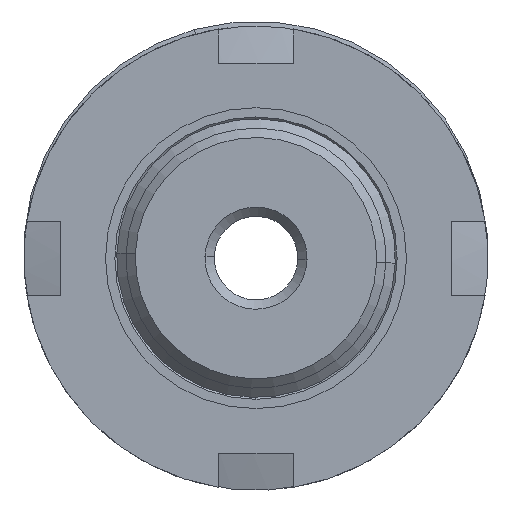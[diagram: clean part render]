
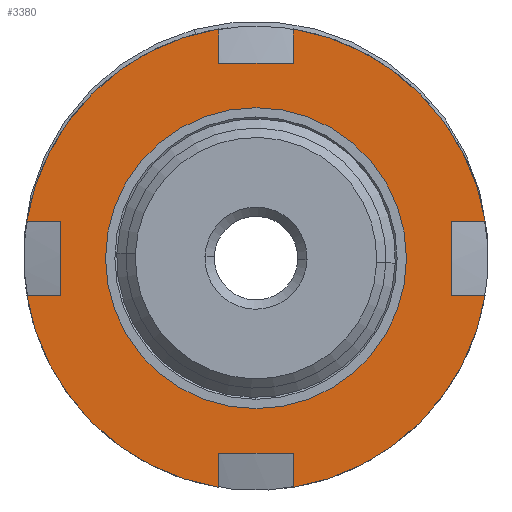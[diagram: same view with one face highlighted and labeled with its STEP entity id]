
A CAD part, front view. The second image highlights one B-rep face of the part: STEP entity #3380.
In plain terms, the highlighted planar face has unit normal (0, -1, 0).
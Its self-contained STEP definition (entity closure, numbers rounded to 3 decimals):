
#34 = EDGE_CURVE ( 'NONE', #2059, #3675, #187, .T. ) ;
#40 = CARTESIAN_POINT ( 'NONE',  ( 0., -23., -10.5 ) ) ;
#41 = DIRECTION ( 'NONE',  ( 0., 0., 1. ) ) ;
#82 = CARTESIAN_POINT ( 'NONE',  ( 8.1, -23., -2. ) ) ;
#139 = CARTESIAN_POINT ( 'NONE',  ( -10.5, -23., 2. ) ) ;
#187 = LINE ( 'NONE', #3139, #1342 ) ;
#199 = ORIENTED_EDGE ( 'NONE', *, *, #434, .F. ) ;
#288 = CARTESIAN_POINT ( 'NONE',  ( 8.1, -23., -2. ) ) ;
#293 = DIRECTION ( 'NONE',  ( 0., 0., 1. ) ) ;
#356 = EDGE_LOOP ( 'NONE', ( #1058, #4563 ) ) ;
#370 = EDGE_CURVE ( 'NONE', #1822, #732, #1685, .T. ) ;
#434 = EDGE_CURVE ( 'NONE', #3479, #4062, #1398, .T. ) ;
#437 = DIRECTION ( 'NONE',  ( 0., 1., 0. ) ) ;
#484 = VERTEX_POINT ( 'NONE', #1420 ) ;
#540 = CIRCLE ( 'NONE', #1935, 8.1 ) ;
#661 = CARTESIAN_POINT ( 'NONE',  ( -2., -23., 0. ) ) ;
#704 = LINE ( 'NONE', #288, #1355 ) ;
#720 = VERTEX_POINT ( 'NONE', #813 ) ;
#732 = VERTEX_POINT ( 'NONE', #139 ) ;
#739 = VERTEX_POINT ( 'NONE', #1313 ) ;
#801 = AXIS2_PLACEMENT_3D ( 'NONE', #3036, #437, #2265 ) ;
#813 = CARTESIAN_POINT ( 'NONE',  ( 10.5, -23., -2. ) ) ;
#815 = CARTESIAN_POINT ( 'NONE',  ( -2., -23., 10.5 ) ) ;
#816 = EDGE_CURVE ( 'NONE', #720, #3321, #1424, .T. ) ;
#840 = DIRECTION ( 'NONE',  ( 0., 0., 1. ) ) ;
#919 = CARTESIAN_POINT ( 'NONE',  ( -2., -23., -12.339 ) ) ;
#925 = VERTEX_POINT ( 'NONE', #1379 ) ;
#996 = CARTESIAN_POINT ( 'NONE',  ( 8.1, -23., 2. ) ) ;
#1058 = ORIENTED_EDGE ( 'NONE', *, *, #2224, .T. ) ;
#1120 = CIRCLE ( 'NONE', #801, 8.1 ) ;
#1208 = ORIENTED_EDGE ( 'NONE', *, *, #2014, .T. ) ;
#1223 = CIRCLE ( 'NONE', #2431, 12.5 ) ;
#1232 = CARTESIAN_POINT ( 'NONE',  ( -12.339, -23., -2. ) ) ;
#1271 = CARTESIAN_POINT ( 'NONE',  ( 8.1, -23., 2. ) ) ;
#1284 = FACE_OUTER_BOUND ( 'NONE', #3376, .T. ) ;
#1313 = CARTESIAN_POINT ( 'NONE',  ( 2., -23., 12.339 ) ) ;
#1327 = DIRECTION ( 'NONE',  ( 0., 0., 1. ) ) ;
#1342 = VECTOR ( 'NONE', #1327, 1000. ) ;
#1355 = VECTOR ( 'NONE', #4352, 1000. ) ;
#1379 = CARTESIAN_POINT ( 'NONE',  ( 12.339, -23., -2. ) ) ;
#1391 = DIRECTION ( 'NONE',  ( 0., 0., 1. ) ) ;
#1398 = CIRCLE ( 'NONE', #4049, 12.5 ) ;
#1410 = LINE ( 'NONE', #661, #3991 ) ;
#1420 = CARTESIAN_POINT ( 'NONE',  ( 12.339, -23., 2. ) ) ;
#1424 = LINE ( 'NONE', #3121, #3364 ) ;
#1492 = VERTEX_POINT ( 'NONE', #4740 ) ;
#1497 = VERTEX_POINT ( 'NONE', #4003 ) ;
#1547 = EDGE_CURVE ( 'NONE', #739, #3131, #3944, .T. ) ;
#1548 = DIRECTION ( 'NONE',  ( 0., 0., -1. ) ) ;
#1569 = ORIENTED_EDGE ( 'NONE', *, *, #4651, .T. ) ;
#1639 = LINE ( 'NONE', #82, #3068 ) ;
#1668 = ORIENTED_EDGE ( 'NONE', *, *, #3686, .F. ) ;
#1677 = EDGE_CURVE ( 'NONE', #2301, #1492, #1120, .T. ) ;
#1685 = LINE ( 'NONE', #1271, #3853 ) ;
#1687 = CARTESIAN_POINT ( 'NONE',  ( 0., -23., 0. ) ) ;
#1709 = VECTOR ( 'NONE', #2519, 1000. ) ;
#1822 = VERTEX_POINT ( 'NONE', #4282 ) ;
#1918 = LINE ( 'NONE', #4098, #3916 ) ;
#1935 = AXIS2_PLACEMENT_3D ( 'NONE', #2989, #4082, #41 ) ;
#1954 = PLANE ( 'NONE',  #4285 ) ;
#1977 = EDGE_CURVE ( 'NONE', #484, #3321, #3478, .T. ) ;
#2014 = EDGE_CURVE ( 'NONE', #3131, #2744, #4687, .T. ) ;
#2059 = VERTEX_POINT ( 'NONE', #3635 ) ;
#2138 = DIRECTION ( 'NONE',  ( 0., 0., 1. ) ) ;
#2177 = DIRECTION ( 'NONE',  ( 0., 0., -1. ) ) ;
#2198 = LINE ( 'NONE', #4291, #4665 ) ;
#2224 = EDGE_CURVE ( 'NONE', #1492, #2301, #540, .T. ) ;
#2265 = DIRECTION ( 'NONE',  ( 0., 0., 1. ) ) ;
#2301 = VERTEX_POINT ( 'NONE', #4187 ) ;
#2308 = AXIS2_PLACEMENT_3D ( 'NONE', #1687, #3547, #4263 ) ;
#2319 = VECTOR ( 'NONE', #2973, 1000. ) ;
#2323 = DIRECTION ( 'NONE',  ( 0., 1., 0. ) ) ;
#2354 = DIRECTION ( 'NONE',  ( -1., 0., 0. ) ) ;
#2431 = AXIS2_PLACEMENT_3D ( 'NONE', #3589, #4349, #2138 ) ;
#2452 = ORIENTED_EDGE ( 'NONE', *, *, #4413, .F. ) ;
#2479 = DIRECTION ( 'NONE',  ( 0., 1., 0. ) ) ;
#2500 = EDGE_CURVE ( 'NONE', #4062, #2601, #704, .T. ) ;
#2519 = DIRECTION ( 'NONE',  ( -1., 0., 0. ) ) ;
#2525 = CARTESIAN_POINT ( 'NONE',  ( 2., -23., 0. ) ) ;
#2550 = ORIENTED_EDGE ( 'NONE', *, *, #4501, .T. ) ;
#2597 = CIRCLE ( 'NONE', #3194, 12.5 ) ;
#2601 = VERTEX_POINT ( 'NONE', #3177 ) ;
#2654 = ORIENTED_EDGE ( 'NONE', *, *, #1547, .T. ) ;
#2692 = CARTESIAN_POINT ( 'NONE',  ( 10.5, -23., 2. ) ) ;
#2722 = LINE ( 'NONE', #40, #2319 ) ;
#2744 = VERTEX_POINT ( 'NONE', #815 ) ;
#2762 = DIRECTION ( 'NONE',  ( 0., 0., 1. ) ) ;
#2765 = ORIENTED_EDGE ( 'NONE', *, *, #4064, .T. ) ;
#2769 = CARTESIAN_POINT ( 'NONE',  ( -2., -23., 12.339 ) ) ;
#2791 = FACE_BOUND ( 'NONE', #356, .T. ) ;
#2853 = ORIENTED_EDGE ( 'NONE', *, *, #1977, .F. ) ;
#2905 = CIRCLE ( 'NONE', #2308, 12.5 ) ;
#2973 = DIRECTION ( 'NONE',  ( 1., 0., 0. ) ) ;
#2989 = CARTESIAN_POINT ( 'NONE',  ( 0., -23., 0. ) ) ;
#3036 = CARTESIAN_POINT ( 'NONE',  ( 0., -23., 0. ) ) ;
#3047 = EDGE_CURVE ( 'NONE', #739, #484, #2905, .T. ) ;
#3068 = VECTOR ( 'NONE', #2354, 1000. ) ;
#3121 = CARTESIAN_POINT ( 'NONE',  ( 10.5, -23., 0. ) ) ;
#3131 = VERTEX_POINT ( 'NONE', #3993 ) ;
#3139 = CARTESIAN_POINT ( 'NONE',  ( 2., -23., 0. ) ) ;
#3177 = CARTESIAN_POINT ( 'NONE',  ( -10.5, -23., -2. ) ) ;
#3194 = AXIS2_PLACEMENT_3D ( 'NONE', #4694, #2479, #1391 ) ;
#3227 = CARTESIAN_POINT ( 'NONE',  ( 0., -23., 0. ) ) ;
#3247 = ORIENTED_EDGE ( 'NONE', *, *, #2500, .F. ) ;
#3321 = VERTEX_POINT ( 'NONE', #2692 ) ;
#3364 = VECTOR ( 'NONE', #2762, 1000. ) ;
#3376 = EDGE_LOOP ( 'NONE', ( #3247, #199, #2550, #4067, #4011, #2452, #2765, #3920, #2853, #4649, #2654, #1208, #1668, #4245, #3931, #1569 ) ) ;
#3380 = ADVANCED_FACE ( 'NONE', ( #2791, #1284 ), #1954, .F. ) ;
#3478 = LINE ( 'NONE', #996, #1709 ) ;
#3479 = VERTEX_POINT ( 'NONE', #919 ) ;
#3547 = DIRECTION ( 'NONE',  ( 0., 1., 0. ) ) ;
#3589 = CARTESIAN_POINT ( 'NONE',  ( 0., -23., 0. ) ) ;
#3599 = VECTOR ( 'NONE', #2177, 1000. ) ;
#3635 = CARTESIAN_POINT ( 'NONE',  ( 2., -23., -12.339 ) ) ;
#3675 = VERTEX_POINT ( 'NONE', #4693 ) ;
#3686 = EDGE_CURVE ( 'NONE', #4148, #2744, #1410, .T. ) ;
#3853 = VECTOR ( 'NONE', #4555, 1000. ) ;
#3916 = VECTOR ( 'NONE', #1548, 1000. ) ;
#3920 = ORIENTED_EDGE ( 'NONE', *, *, #816, .T. ) ;
#3931 = ORIENTED_EDGE ( 'NONE', *, *, #370, .T. ) ;
#3944 = LINE ( 'NONE', #2525, #3599 ) ;
#3964 = DIRECTION ( 'NONE',  ( -1., 0., 0. ) ) ;
#3991 = VECTOR ( 'NONE', #4741, 1000. ) ;
#3993 = CARTESIAN_POINT ( 'NONE',  ( 2., -23., 10.5 ) ) ;
#4003 = CARTESIAN_POINT ( 'NONE',  ( -2., -23., -10.5 ) ) ;
#4011 = ORIENTED_EDGE ( 'NONE', *, *, #34, .F. ) ;
#4049 = AXIS2_PLACEMENT_3D ( 'NONE', #3227, #4351, #4370 ) ;
#4062 = VERTEX_POINT ( 'NONE', #1232 ) ;
#4064 = EDGE_CURVE ( 'NONE', #925, #720, #1639, .T. ) ;
#4067 = ORIENTED_EDGE ( 'NONE', *, *, #4619, .T. ) ;
#4082 = DIRECTION ( 'NONE',  ( 0., 1., 0. ) ) ;
#4098 = CARTESIAN_POINT ( 'NONE',  ( -10.5, -23., 0. ) ) ;
#4148 = VERTEX_POINT ( 'NONE', #2769 ) ;
#4187 = CARTESIAN_POINT ( 'NONE',  ( 0., -23., -8.1 ) ) ;
#4245 = ORIENTED_EDGE ( 'NONE', *, *, #4264, .F. ) ;
#4263 = DIRECTION ( 'NONE',  ( 0., 0., 1. ) ) ;
#4264 = EDGE_CURVE ( 'NONE', #1822, #4148, #1223, .T. ) ;
#4282 = CARTESIAN_POINT ( 'NONE',  ( -12.339, -23., 2. ) ) ;
#4285 = AXIS2_PLACEMENT_3D ( 'NONE', #4523, #2323, #840 ) ;
#4291 = CARTESIAN_POINT ( 'NONE',  ( -2., -23., 0. ) ) ;
#4349 = DIRECTION ( 'NONE',  ( 0., 1., 0. ) ) ;
#4351 = DIRECTION ( 'NONE',  ( 0., 1., 0. ) ) ;
#4352 = DIRECTION ( 'NONE',  ( 1., 0., 0. ) ) ;
#4370 = DIRECTION ( 'NONE',  ( 0., 0., 1. ) ) ;
#4413 = EDGE_CURVE ( 'NONE', #925, #2059, #2597, .T. ) ;
#4469 = VECTOR ( 'NONE', #3964, 1000. ) ;
#4501 = EDGE_CURVE ( 'NONE', #3479, #1497, #2198, .T. ) ;
#4523 = CARTESIAN_POINT ( 'NONE',  ( 8.1, -23., 0. ) ) ;
#4555 = DIRECTION ( 'NONE',  ( 1., 0., 0. ) ) ;
#4563 = ORIENTED_EDGE ( 'NONE', *, *, #1677, .T. ) ;
#4619 = EDGE_CURVE ( 'NONE', #1497, #3675, #2722, .T. ) ;
#4649 = ORIENTED_EDGE ( 'NONE', *, *, #3047, .F. ) ;
#4651 = EDGE_CURVE ( 'NONE', #732, #2601, #1918, .T. ) ;
#4665 = VECTOR ( 'NONE', #293, 1000. ) ;
#4687 = LINE ( 'NONE', #4701, #4469 ) ;
#4693 = CARTESIAN_POINT ( 'NONE',  ( 2., -23., -10.5 ) ) ;
#4694 = CARTESIAN_POINT ( 'NONE',  ( 0., -23., 0. ) ) ;
#4701 = CARTESIAN_POINT ( 'NONE',  ( 0., -23., 10.5 ) ) ;
#4740 = CARTESIAN_POINT ( 'NONE',  ( 0., -23., 8.1 ) ) ;
#4741 = DIRECTION ( 'NONE',  ( 0., 0., -1. ) ) ;
